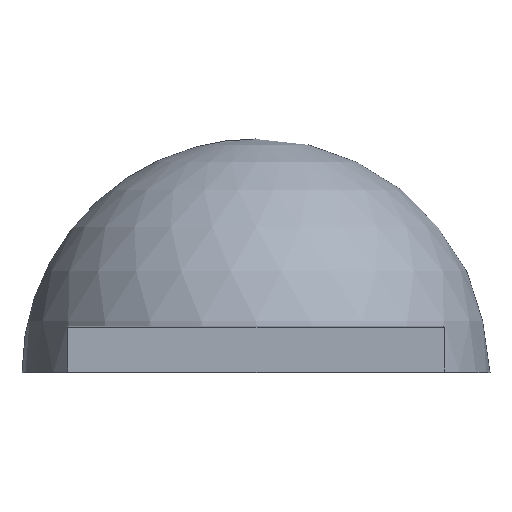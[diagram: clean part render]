
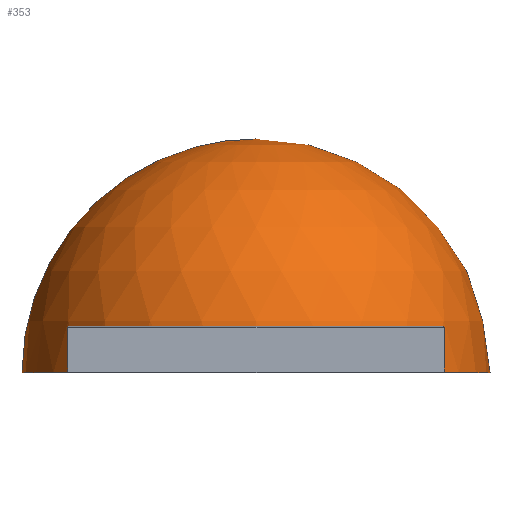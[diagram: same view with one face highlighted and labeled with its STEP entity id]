
A CAD part, left-side view. The second image highlights one B-rep face of the part: STEP entity #353.
In plain terms, the highlighted spherical face has radius 0.5 mm.
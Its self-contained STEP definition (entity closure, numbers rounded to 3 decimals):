
#353=ADVANCED_FACE($,(#354),#362,.T.);
#354=FACE_OUTER_BOUND($,#355,.T.);
#355=EDGE_LOOP($,(#356));
#356=ORIENTED_EDGE($,*,*,#358,.T.);
#358=EDGE_CURVE($,#360,#360,#361,.T.);
#360=VERTEX_POINT($,#376);
#361=CIRCLE($,#365,0.500);
#362=SPHERICAL_SURFACE($,#364,0.500);
#364=AXIS2_PLACEMENT_3D($,#373,#368,#369);
#365=AXIS2_PLACEMENT_3D($,#374,#370,#371);
#368=DIRECTION('center_axis',(0.,0.,1.));
#369=DIRECTION('ref_axis',(0.,1.,0.));
#370=DIRECTION('center_axis',(0.,0.,1.));
#371=DIRECTION('ref_axis',(1.,0.,0.));
#373=CARTESIAN_POINT('Origin',(0.000,0.000,-0.100));
#374=CARTESIAN_POINT('Origin',(0.000,0.000,-0.100));
#376=CARTESIAN_POINT('',(-0.500,0.000,-0.100));
